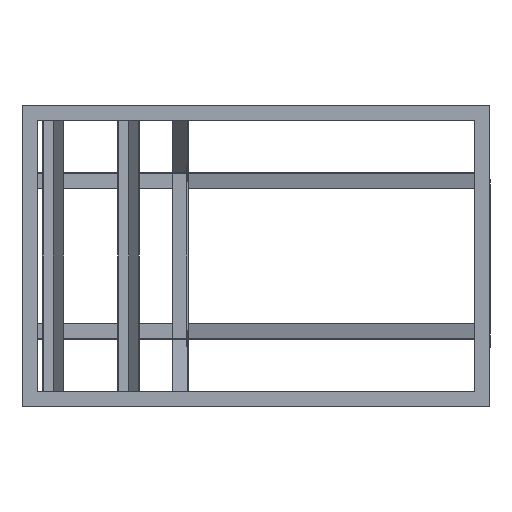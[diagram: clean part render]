
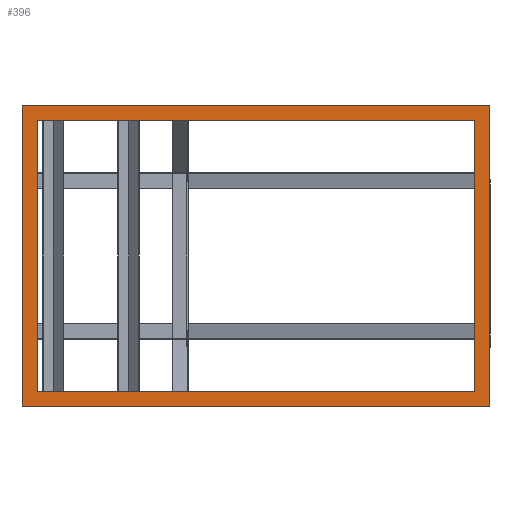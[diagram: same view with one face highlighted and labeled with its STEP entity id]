
A CAD part, front view. The second image highlights one B-rep face of the part: STEP entity #396.
In plain terms, the highlighted planar face has unit normal (0, -1, 0).
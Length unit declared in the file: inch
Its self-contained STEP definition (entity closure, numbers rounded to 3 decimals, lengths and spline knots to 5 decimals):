
#154 = CARTESIAN_POINT ( 'NONE',  ( 2., -12., -2.82843 ) ) ;
#187 = CARTESIAN_POINT ( 'NONE',  ( 0., -12., 20. ) ) ;
#225 = LINE ( 'NONE', #2947, #3444 ) ;
#396 = ADVANCED_FACE ( 'NONE', ( #483, #1483 ), #1837, .F. ) ;
#483 = FACE_BOUND ( 'NONE', #4201, .T. ) ;
#516 = VERTEX_POINT ( 'NONE', #187 ) ;
#553 = DIRECTION ( 'NONE',  ( -1., 0., 0. ) ) ;
#558 = LINE ( 'NONE', #4344, #2464 ) ;
#571 = DIRECTION ( 'NONE',  ( -1., 0., 0. ) ) ;
#593 = EDGE_CURVE ( 'NONE', #3153, #983, #3603, .T. ) ;
#619 = ORIENTED_EDGE ( 'NONE', *, *, #3066, .F. ) ;
#685 = LINE ( 'NONE', #2055, #1715 ) ;
#786 = CARTESIAN_POINT ( 'NONE',  ( 62., -12., -20. ) ) ;
#863 = EDGE_CURVE ( 'NONE', #983, #1722, #1187, .T. ) ;
#928 = EDGE_CURVE ( 'NONE', #1335, #1722, #558, .T. ) ;
#983 = VERTEX_POINT ( 'NONE', #2673 ) ;
#1055 = EDGE_CURVE ( 'NONE', #1548, #1555, #2031, .T. ) ;
#1061 = CARTESIAN_POINT ( 'NONE',  ( 60., -12., -18. ) ) ;
#1174 = CARTESIAN_POINT ( 'NONE',  ( 2., -12., 18. ) ) ;
#1180 = DIRECTION ( 'NONE',  ( 0., 1., 0. ) ) ;
#1187 = LINE ( 'NONE', #154, #2896 ) ;
#1213 = DIRECTION ( 'NONE',  ( -1., 0., 0. ) ) ;
#1334 = CARTESIAN_POINT ( 'NONE',  ( 62., -12., 20. ) ) ;
#1335 = VERTEX_POINT ( 'NONE', #4314 ) ;
#1362 = EDGE_CURVE ( 'NONE', #1548, #516, #2599, .T. ) ;
#1415 = VERTEX_POINT ( 'NONE', #1640 ) ;
#1459 = ORIENTED_EDGE ( 'NONE', *, *, #928, .F. ) ;
#1483 = FACE_OUTER_BOUND ( 'NONE', #3132, .T. ) ;
#1548 = VERTEX_POINT ( 'NONE', #1334 ) ;
#1555 = VERTEX_POINT ( 'NONE', #3064 ) ;
#1579 = VECTOR ( 'NONE', #3902, 39.37008 ) ;
#1640 = CARTESIAN_POINT ( 'NONE',  ( 0., -12., -20. ) ) ;
#1693 = VECTOR ( 'NONE', #571, 39.37008 ) ;
#1715 = VECTOR ( 'NONE', #3450, 39.37008 ) ;
#1722 = VERTEX_POINT ( 'NONE', #1174 ) ;
#1837 = PLANE ( 'NONE',  #2187 ) ;
#1860 = DIRECTION ( 'NONE',  ( 0., 0., 1. ) ) ;
#1940 = ORIENTED_EDGE ( 'NONE', *, *, #593, .T. ) ;
#1947 = EDGE_CURVE ( 'NONE', #1555, #1415, #3921, .T. ) ;
#1948 = ORIENTED_EDGE ( 'NONE', *, *, #1362, .T. ) ;
#2031 = LINE ( 'NONE', #3059, #2681 ) ;
#2055 = CARTESIAN_POINT ( 'NONE',  ( 60., -12., -2.82843 ) ) ;
#2187 = AXIS2_PLACEMENT_3D ( 'NONE', #2890, #1180, #1860 ) ;
#2242 = DIRECTION ( 'NONE',  ( 0., 0., -1. ) ) ;
#2464 = VECTOR ( 'NONE', #1213, 39.37008 ) ;
#2599 = LINE ( 'NONE', #3970, #3579 ) ;
#2628 = DIRECTION ( 'NONE',  ( 0., 0., 1. ) ) ;
#2673 = CARTESIAN_POINT ( 'NONE',  ( 2., -12., -18. ) ) ;
#2681 = VECTOR ( 'NONE', #4434, 39.37008 ) ;
#2890 = CARTESIAN_POINT ( 'NONE',  ( 62., -12., -20. ) ) ;
#2896 = VECTOR ( 'NONE', #2628, 39.37008 ) ;
#2947 = CARTESIAN_POINT ( 'NONE',  ( 0., -12., -20. ) ) ;
#2979 = ORIENTED_EDGE ( 'NONE', *, *, #1055, .F. ) ;
#3059 = CARTESIAN_POINT ( 'NONE',  ( 62., -12., -20. ) ) ;
#3064 = CARTESIAN_POINT ( 'NONE',  ( 62., -12., -20. ) ) ;
#3066 = EDGE_CURVE ( 'NONE', #3153, #1335, #685, .T. ) ;
#3132 = EDGE_LOOP ( 'NONE', ( #3514, #4120, #2979, #1948 ) ) ;
#3153 = VERTEX_POINT ( 'NONE', #1061 ) ;
#3266 = CARTESIAN_POINT ( 'NONE',  ( 62., -12., -18. ) ) ;
#3310 = EDGE_CURVE ( 'NONE', #516, #1415, #225, .T. ) ;
#3326 = ORIENTED_EDGE ( 'NONE', *, *, #863, .T. ) ;
#3444 = VECTOR ( 'NONE', #2242, 39.37008 ) ;
#3450 = DIRECTION ( 'NONE',  ( 0., 0., 1. ) ) ;
#3514 = ORIENTED_EDGE ( 'NONE', *, *, #3310, .T. ) ;
#3579 = VECTOR ( 'NONE', #553, 39.37008 ) ;
#3603 = LINE ( 'NONE', #3266, #1693 ) ;
#3902 = DIRECTION ( 'NONE',  ( -1., 0., 0. ) ) ;
#3921 = LINE ( 'NONE', #786, #1579 ) ;
#3970 = CARTESIAN_POINT ( 'NONE',  ( 62., -12., 20. ) ) ;
#4120 = ORIENTED_EDGE ( 'NONE', *, *, #1947, .F. ) ;
#4201 = EDGE_LOOP ( 'NONE', ( #1940, #3326, #1459, #619 ) ) ;
#4314 = CARTESIAN_POINT ( 'NONE',  ( 60., -12., 18. ) ) ;
#4344 = CARTESIAN_POINT ( 'NONE',  ( 62., -12., 18. ) ) ;
#4434 = DIRECTION ( 'NONE',  ( 0., 0., -1. ) ) ;
